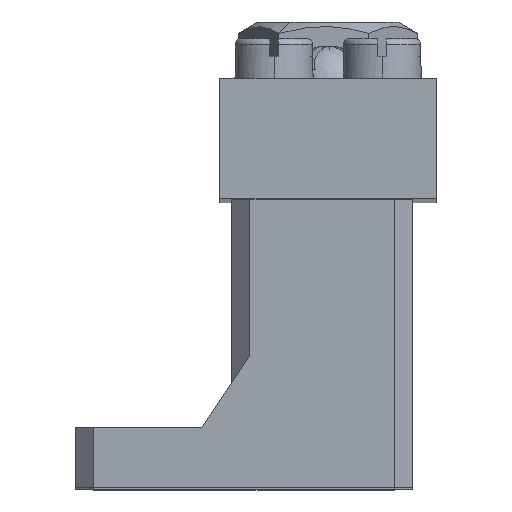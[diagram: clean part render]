
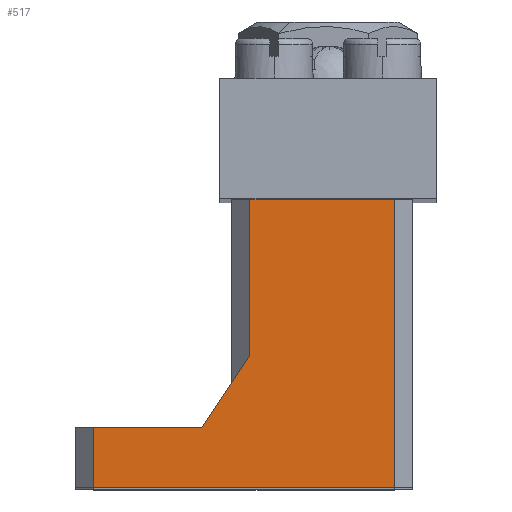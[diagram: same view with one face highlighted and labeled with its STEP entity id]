
A CAD part, top view. The second image highlights one B-rep face of the part: STEP entity #517.
In plain terms, the highlighted face is planar.
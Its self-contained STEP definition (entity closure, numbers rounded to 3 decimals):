
#276 = EDGE_CURVE ( 'NONE', #4948, #3872, #3447, .T. ) ;
#288 = ORIENTED_EDGE ( 'NONE', *, *, #537, .F. ) ;
#313 = CARTESIAN_POINT ( 'NONE',  ( -6.5, 0., -1.5 ) ) ;
#335 = ORIENTED_EDGE ( 'NONE', *, *, #10090, .F. ) ;
#517 = ADVANCED_FACE ( 'NONE', ( #4010 ), #7935, .F. ) ;
#537 = EDGE_CURVE ( 'NONE', #3198, #3872, #11792, .T. ) ;
#839 = VERTEX_POINT ( 'NONE', #7895 ) ;
#853 = DIRECTION ( 'NONE',  ( 0., 0.832, 0.555 ) ) ;
#980 = ORIENTED_EDGE ( 'NONE', *, *, #2167, .T. ) ;
#1077 = LINE ( 'NONE', #313, #7114 ) ;
#1251 = VECTOR ( 'NONE', #9017, 1000. ) ;
#1856 = VECTOR ( 'NONE', #4367, 1000. ) ;
#2028 = CARTESIAN_POINT ( 'NONE',  ( -6.5, -19., -28. ) ) ;
#2125 = AXIS2_PLACEMENT_3D ( 'NONE', #11885, #2957, #4994 ) ;
#2167 = EDGE_CURVE ( 'NONE', #12516, #3743, #10497, .T. ) ;
#2957 = DIRECTION ( 'NONE',  ( 1., 0., 0. ) ) ;
#3001 = LINE ( 'NONE', #7979, #4144 ) ;
#3198 = VERTEX_POINT ( 'NONE', #6774 ) ;
#3401 = CARTESIAN_POINT ( 'NONE',  ( -6.5, 0., -1.5 ) ) ;
#3447 = LINE ( 'NONE', #10217, #1856 ) ;
#3743 = VERTEX_POINT ( 'NONE', #12423 ) ;
#3872 = VERTEX_POINT ( 'NONE', #5587 ) ;
#3964 = LINE ( 'NONE', #5813, #4185 ) ;
#4010 = FACE_OUTER_BOUND ( 'NONE', #11966, .T. ) ;
#4144 = VECTOR ( 'NONE', #6997, 1000. ) ;
#4185 = VECTOR ( 'NONE', #7958, 1000. ) ;
#4367 = DIRECTION ( 'NONE',  ( 0., -1., 0. ) ) ;
#4744 = ORIENTED_EDGE ( 'NONE', *, *, #11160, .F. ) ;
#4850 = CARTESIAN_POINT ( 'NONE',  ( -6.5, -13., -13.5 ) ) ;
#4948 = VERTEX_POINT ( 'NONE', #8264 ) ;
#4994 = DIRECTION ( 'NONE',  ( 0., 0., -1. ) ) ;
#5095 = ORIENTED_EDGE ( 'NONE', *, *, #9208, .T. ) ;
#5562 = DIRECTION ( 'NONE',  ( 0., -1., 0. ) ) ;
#5587 = CARTESIAN_POINT ( 'NONE',  ( -6.5, -13., -13.5 ) ) ;
#5713 = VERTEX_POINT ( 'NONE', #3401 ) ;
#5813 = CARTESIAN_POINT ( 'NONE',  ( -6.5, 0., -15. ) ) ;
#6774 = CARTESIAN_POINT ( 'NONE',  ( -6.5, -19., -17.5 ) ) ;
#6997 = DIRECTION ( 'NONE',  ( 0., 0., -1. ) ) ;
#7114 = VECTOR ( 'NONE', #10207, 1000. ) ;
#7444 = CARTESIAN_POINT ( 'NONE',  ( -6.5, -19., -26.5 ) ) ;
#7448 = ORIENTED_EDGE ( 'NONE', *, *, #276, .T. ) ;
#7895 = CARTESIAN_POINT ( 'NONE',  ( -6.5, -24., -1.5 ) ) ;
#7935 = PLANE ( 'NONE',  #2125 ) ;
#7958 = DIRECTION ( 'NONE',  ( 0., 0., 1. ) ) ;
#7977 = LINE ( 'NONE', #2028, #1251 ) ;
#7979 = CARTESIAN_POINT ( 'NONE',  ( -6.5, -24., 0. ) ) ;
#8264 = CARTESIAN_POINT ( 'NONE',  ( -6.5, 0., -13.5 ) ) ;
#8387 = VECTOR ( 'NONE', #5562, 1000. ) ;
#8794 = EDGE_CURVE ( 'NONE', #4948, #5713, #3964, .T. ) ;
#9017 = DIRECTION ( 'NONE',  ( 0., 0., 1. ) ) ;
#9184 = ORIENTED_EDGE ( 'NONE', *, *, #8794, .F. ) ;
#9208 = EDGE_CURVE ( 'NONE', #839, #5713, #1077, .T. ) ;
#9665 = CARTESIAN_POINT ( 'NONE',  ( -6.5, 0., -26.5 ) ) ;
#10090 = EDGE_CURVE ( 'NONE', #839, #3743, #3001, .T. ) ;
#10207 = DIRECTION ( 'NONE',  ( 0., 1., 0. ) ) ;
#10217 = CARTESIAN_POINT ( 'NONE',  ( -6.5, 0., -13.5 ) ) ;
#10497 = LINE ( 'NONE', #9665, #8387 ) ;
#11160 = EDGE_CURVE ( 'NONE', #12516, #3198, #7977, .T. ) ;
#11792 = LINE ( 'NONE', #4850, #12744 ) ;
#11885 = CARTESIAN_POINT ( 'NONE',  ( -6.5, 0., 0. ) ) ;
#11966 = EDGE_LOOP ( 'NONE', ( #288, #4744, #980, #335, #5095, #9184, #7448 ) ) ;
#12423 = CARTESIAN_POINT ( 'NONE',  ( -6.5, -24., -26.5 ) ) ;
#12516 = VERTEX_POINT ( 'NONE', #7444 ) ;
#12744 = VECTOR ( 'NONE', #853, 1000. ) ;
